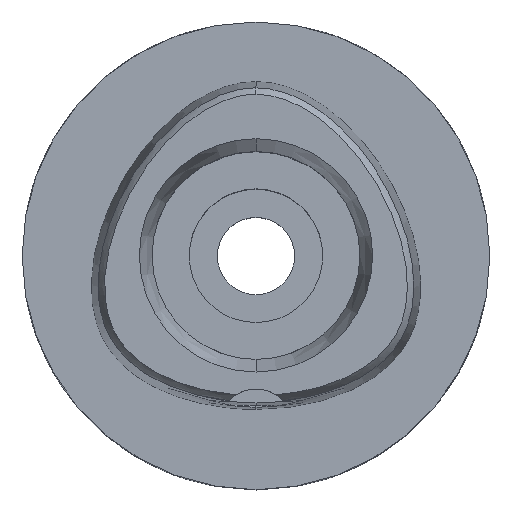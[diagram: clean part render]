
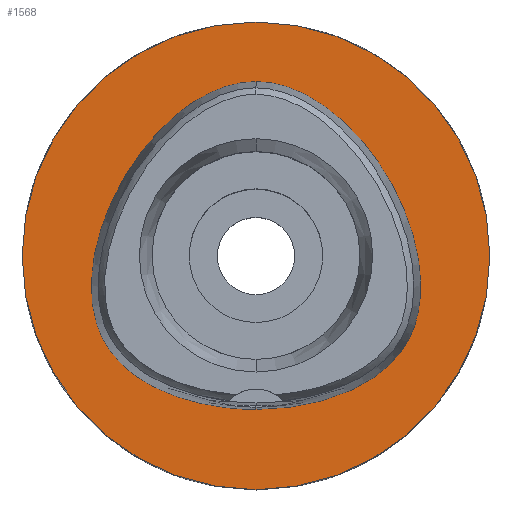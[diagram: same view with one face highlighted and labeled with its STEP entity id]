
A CAD part, top view. The second image highlights one B-rep face of the part: STEP entity #1568.
In plain terms, the highlighted planar face has unit normal (0, 0, 1).
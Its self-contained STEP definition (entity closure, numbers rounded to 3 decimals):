
#43 = CARTESIAN_POINT ( 'NONE',  ( 0., 0., 0. ) ) ;
#99 = CARTESIAN_POINT ( 'NONE',  ( -10.746, 19.174, 0. ) ) ;
#174 = DIRECTION ( 'NONE',  ( 0., 0., -1. ) ) ;
#384 = AXIS2_PLACEMENT_3D ( 'NONE', #833, #858, #3018 ) ;
#519 = CARTESIAN_POINT ( 'NONE',  ( -14.408, 15.641, 0. ) ) ;
#520 = CARTESIAN_POINT ( 'NONE',  ( 0., -20.675, 0. ) ) ;
#613 = CARTESIAN_POINT ( 'NONE',  ( -2.114, -20.675, 0. ) ) ;
#614 = CARTESIAN_POINT ( 'NONE',  ( 2.565, 23.293, 0. ) ) ;
#662 = CARTESIAN_POINT ( 'NONE',  ( 0., 31.5, 0. ) ) ;
#833 = CARTESIAN_POINT ( 'NONE',  ( 0., 0., 0. ) ) ;
#858 = DIRECTION ( 'NONE',  ( 0., 0., -1. ) ) ;
#894 = CARTESIAN_POINT ( 'NONE',  ( 0., 0., 0. ) ) ;
#917 = CARTESIAN_POINT ( 'NONE',  ( 20.749, 4.657, 0. ) ) ;
#919 = VERTEX_POINT ( 'NONE', #2605 ) ;
#958 = CARTESIAN_POINT ( 'NONE',  ( -18.568, -14.169, 0. ) ) ;
#1168 = CARTESIAN_POINT ( 'NONE',  ( 2.114, -20.675, 0. ) ) ;
#1174 = DIRECTION ( 'NONE',  ( 0., 0., -1. ) ) ;
#1196 = EDGE_CURVE ( 'NONE', #919, #4312, #1628, .T. ) ;
#1256 = CARTESIAN_POINT ( 'NONE',  ( -20.749, 4.657, 0. ) ) ;
#1257 = CARTESIAN_POINT ( 'NONE',  ( 21.555, -8.996, 0. ) ) ;
#1277 = CARTESIAN_POINT ( 'NONE',  ( -21.555, -8.996, 0. ) ) ;
#1402 = AXIS2_PLACEMENT_3D ( 'NONE', #894, #174, #3417 ) ;
#1416 = CARTESIAN_POINT ( 'NONE',  ( -20.35, -11.749, 0. ) ) ;
#1501 = ORIENTED_EDGE ( 'NONE', *, *, #4219, .F. ) ;
#1560 = CARTESIAN_POINT ( 'NONE',  ( 19.649, -12.825, 0. ) ) ;
#1568 = ADVANCED_FACE ( 'NONE', ( #4649, #2295 ), #1587, .F. ) ;
#1587 = PLANE ( 'NONE',  #2438 ) ;
#1603 = EDGE_LOOP ( 'NONE', ( #3154, #1825 ) ) ;
#1628 = CIRCLE ( 'NONE', #384, 31.5 ) ;
#1644 = CARTESIAN_POINT ( 'NONE',  ( 0., 23.475, 0. ) ) ;
#1794 = CARTESIAN_POINT ( 'NONE',  ( -19.649, -12.825, 0. ) ) ;
#1825 = ORIENTED_EDGE ( 'NONE', *, *, #1196, .F. ) ;
#1969 = CARTESIAN_POINT ( 'NONE',  ( -7.571, 21.315, 0. ) ) ;
#1970 = VERTEX_POINT ( 'NONE', #3570 ) ;
#2019 = CARTESIAN_POINT ( 'NONE',  ( 6.341, -20.298, 0. ) ) ;
#2028 = EDGE_CURVE ( 'NONE', #4312, #919, #2520, .T. ) ;
#2074 = EDGE_CURVE ( 'NONE', #3848, #1970, #2553, .T. ) ;
#2138 = ORIENTED_EDGE ( 'NONE', *, *, #2074, .F. ) ;
#2144 = CARTESIAN_POINT ( 'NONE',  ( -14.673, -17.214, 0. ) ) ;
#2145 = CARTESIAN_POINT ( 'NONE',  ( 7.571, 21.315, 0. ) ) ;
#2191 = B_SPLINE_CURVE_WITH_KNOTS ( 'NONE', 3,
 ( #1644, #4587, #2717, #3096, #1969, #99, #519, #3119, #1256, #3900, #2761, #3150, #1277, #2524, #1416, #1794, #958, #4043, #2144, #3306, #4357, #613, #2545 ),
 .UNSPECIFIED., .F., .F.,
 ( 4, 1, 1, 1, 1, 1, 1, 1, 1, 1, 1, 1, 1, 1, 1, 1, 1, 1, 1, 1, 4 ),
 ( 0., 0.042, 0.083, 0.125, 0.167, 0.25, 0.333, 0.417, 0.5, 0.542, 0.583, 0.625, 0.646, 0.667, 0.688, 0.708, 0.75, 0.792, 0.833, 0.917, 1. ),
 .UNSPECIFIED. ) ;
#2295 = FACE_BOUND ( 'NONE', #3994, .T. ) ;
#2309 = CARTESIAN_POINT ( 'NONE',  ( 14.673, -17.214, 0. ) ) ;
#2438 = AXIS2_PLACEMENT_3D ( 'NONE', #43, #1174, #3887 ) ;
#2520 = CIRCLE ( 'NONE', #1402, 31.5 ) ;
#2524 = CARTESIAN_POINT ( 'NONE',  ( -20.932, -10.604, 0. ) ) ;
#2525 = CARTESIAN_POINT ( 'NONE',  ( 10.746, 19.174, 0. ) ) ;
#2545 = CARTESIAN_POINT ( 'NONE',  ( 0., -20.675, 0. ) ) ;
#2553 = B_SPLINE_CURVE_WITH_KNOTS ( 'NONE', 3,
 ( #520, #1168, #2019, #2681, #2309, #3809, #3441, #1560, #3063, #4573, #1257, #2762, #3151, #4292, #917, #2873, #3226, #2525, #2145, #4067, #614, #4044, #3648 ),
 .UNSPECIFIED., .F., .F.,
 ( 4, 1, 1, 1, 1, 1, 1, 1, 1, 1, 1, 1, 1, 1, 1, 1, 1, 1, 1, 1, 4 ),
 ( 0., 0.083, 0.167, 0.208, 0.25, 0.292, 0.313, 0.333, 0.354, 0.375, 0.417, 0.458, 0.5, 0.583, 0.667, 0.75, 0.833, 0.875, 0.917, 0.958, 1. ),
 .UNSPECIFIED. ) ;
#2605 = CARTESIAN_POINT ( 'NONE',  ( 0., -31.5, 0. ) ) ;
#2681 = CARTESIAN_POINT ( 'NONE',  ( 11.233, -18.893, 0. ) ) ;
#2717 = CARTESIAN_POINT ( 'NONE',  ( -2.565, 23.293, 0. ) ) ;
#2761 = CARTESIAN_POINT ( 'NONE',  ( -22.245, -4.1, 0. ) ) ;
#2762 = CARTESIAN_POINT ( 'NONE',  ( 22.057, -6.848, 0. ) ) ;
#2873 = CARTESIAN_POINT ( 'NONE',  ( 18.068, 10.432, 0. ) ) ;
#3018 = DIRECTION ( 'NONE',  ( 0., -1., 0. ) ) ;
#3063 = CARTESIAN_POINT ( 'NONE',  ( 20.35, -11.749, 0. ) ) ;
#3096 = CARTESIAN_POINT ( 'NONE',  ( -5.098, 22.526, 0. ) ) ;
#3119 = CARTESIAN_POINT ( 'NONE',  ( -18.068, 10.432, 0. ) ) ;
#3150 = CARTESIAN_POINT ( 'NONE',  ( -22.057, -6.848, 0. ) ) ;
#3151 = CARTESIAN_POINT ( 'NONE',  ( 22.245, -4.1, 0. ) ) ;
#3154 = ORIENTED_EDGE ( 'NONE', *, *, #2028, .F. ) ;
#3226 = CARTESIAN_POINT ( 'NONE',  ( 14.408, 15.641, 0. ) ) ;
#3306 = CARTESIAN_POINT ( 'NONE',  ( -11.233, -18.893, 0. ) ) ;
#3417 = DIRECTION ( 'NONE',  ( 0., 1., 0. ) ) ;
#3441 = CARTESIAN_POINT ( 'NONE',  ( 18.568, -14.169, 0. ) ) ;
#3570 = CARTESIAN_POINT ( 'NONE',  ( 0., 23.475, 0. ) ) ;
#3648 = CARTESIAN_POINT ( 'NONE',  ( 0., 23.475, 0. ) ) ;
#3809 = CARTESIAN_POINT ( 'NONE',  ( 16.959, -15.678, 0. ) ) ;
#3848 = VERTEX_POINT ( 'NONE', #4616 ) ;
#3887 = DIRECTION ( 'NONE',  ( 0., -1., 0. ) ) ;
#3900 = CARTESIAN_POINT ( 'NONE',  ( -21.978, -0.281, 0. ) ) ;
#3994 = EDGE_LOOP ( 'NONE', ( #1501, #2138 ) ) ;
#4043 = CARTESIAN_POINT ( 'NONE',  ( -16.959, -15.678, 0. ) ) ;
#4044 = CARTESIAN_POINT ( 'NONE',  ( 0.855, 23.475, 0. ) ) ;
#4067 = CARTESIAN_POINT ( 'NONE',  ( 5.098, 22.526, 0. ) ) ;
#4219 = EDGE_CURVE ( 'NONE', #1970, #3848, #2191, .T. ) ;
#4292 = CARTESIAN_POINT ( 'NONE',  ( 21.978, -0.281, 0. ) ) ;
#4312 = VERTEX_POINT ( 'NONE', #662 ) ;
#4357 = CARTESIAN_POINT ( 'NONE',  ( -6.341, -20.298, 0. ) ) ;
#4573 = CARTESIAN_POINT ( 'NONE',  ( 20.932, -10.604, 0. ) ) ;
#4587 = CARTESIAN_POINT ( 'NONE',  ( -0.855, 23.475, 0. ) ) ;
#4616 = CARTESIAN_POINT ( 'NONE',  ( 0., -20.675, 0. ) ) ;
#4649 = FACE_OUTER_BOUND ( 'NONE', #1603, .T. ) ;
